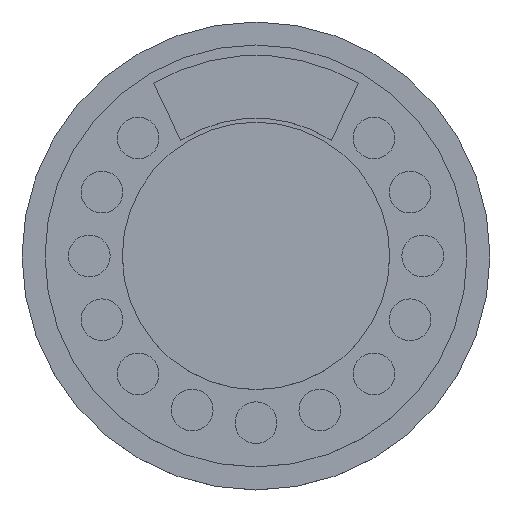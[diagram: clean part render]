
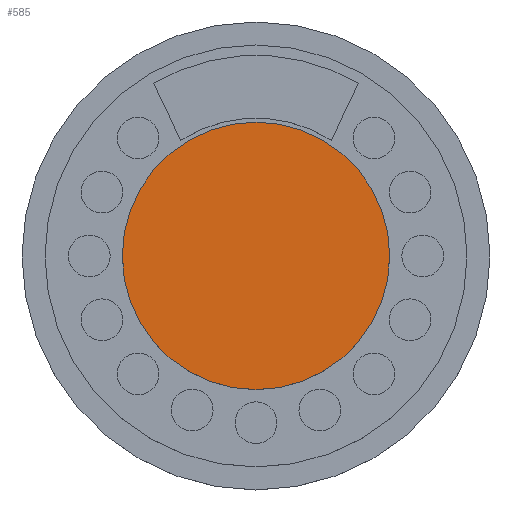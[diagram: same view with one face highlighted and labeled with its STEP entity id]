
A CAD part, top view. The second image highlights one B-rep face of the part: STEP entity #585.
In plain terms, the highlighted planar face has unit normal (0, 0, 1).
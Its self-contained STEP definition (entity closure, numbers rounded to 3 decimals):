
#80=PLANE('',#663);
#129=VERTEX_POINT('',#980);
#181=CIRCLE('',#664,8.);
#233=EDGE_CURVE('',#129,#129,#181,.T.);
#296=ORIENTED_EDGE('',*,*,#233,.F.);
#409=EDGE_LOOP('',(#296));
#507=FACE_BOUND('',#409,.T.);
#585=ADVANCED_FACE('',(#507),#80,.T.);
#663=AXIS2_PLACEMENT_3D('',#978,#793,$);
#664=AXIS2_PLACEMENT_3D('',#979,#794,#795);
#793=DIRECTION('',(0.,0.,1.));
#794=DIRECTION('',(0.,0.,-1.));
#795=DIRECTION('',(8.,0.,0.));
#978=CARTESIAN_POINT('',(0.,0.,4.5));
#979=CARTESIAN_POINT('',(0.,0.,4.5));
#980=CARTESIAN_POINT('',(8.,0.,4.5));
